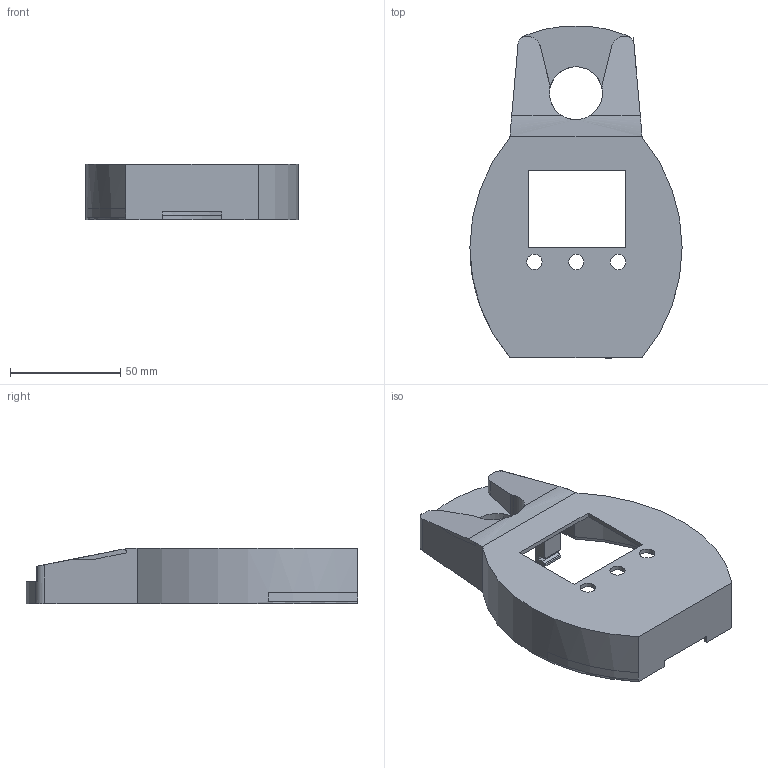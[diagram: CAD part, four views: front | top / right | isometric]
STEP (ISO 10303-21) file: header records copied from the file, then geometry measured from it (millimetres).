
FILE_DESCRIPTION(/* description */ (''),/* implementation_level */ '2;1');
FILE_NAME(/* name */ 'Front.step',/* time_stamp */ '2023-12-18T17:53:48+03:00',/* author */ ('User'),/* organization */ (''),/* preprocessor_version */ 'ST-DEVELOPER v19',/* originating_system */ 'Autodesk Inventor 2023',/* authorisation */ '');
FILE_SCHEMA (('AUTOMOTIVE_DESIGN { 1 0 10303 214 3 1 1 }'));
Length unit declared in the file: millimetre
Products named in the file (1): Back
Bounding box: 96.27 x 150.57 x 25 mm (x, y, z)
Volume: 42704 mm3; surface area: 45510.2 mm2
Topology: 1 solids, 1 shells, 144 faces, 397 edges, 263 vertices
Faces by surface type: plane 97, cylinder 47
Full cylindrical faces by diameter (mm): 3 x6, 5 x2, 6 x4, 7 x3, 24 x1, 26 x1
Entity records: 4687 total; most frequent: CARTESIAN_POINT 814, DIRECTION 803, ORIENTED_EDGE 794, EDGE_CURVE 397, LINE 279, VECTOR 279, VERTEX_POINT 262, AXIS2_PLACEMENT_3D 262
